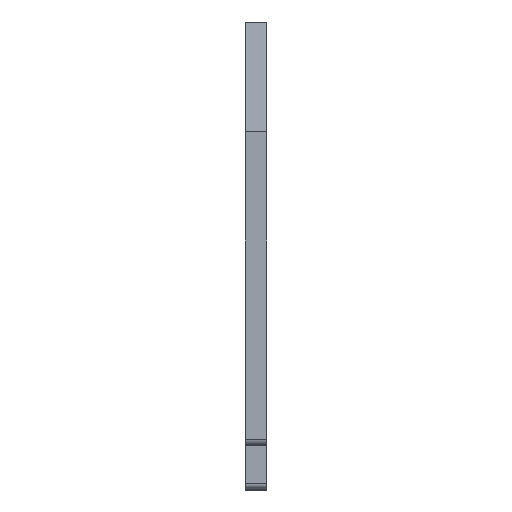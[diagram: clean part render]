
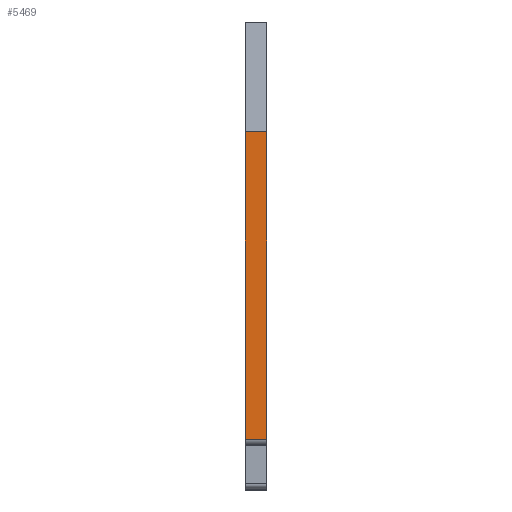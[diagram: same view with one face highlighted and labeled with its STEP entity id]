
A CAD part, top view. The second image highlights one B-rep face of the part: STEP entity #5469.
In plain terms, the highlighted planar face has unit normal (0, 0, 1).
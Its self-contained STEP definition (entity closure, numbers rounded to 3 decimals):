
#362=PLANE('',#5834);
#650=FACE_OUTER_BOUND('',#960,.T.);
#960=EDGE_LOOP('',(#5112,#5113,#5114,#5115));
#1002=LINE('',#7255,#1566);
#1085=LINE('',#7530,#1649);
#1524=LINE('',#9396,#2088);
#1525=LINE('',#9398,#2089);
#1566=VECTOR('',#5932,28.);
#1649=VECTOR('',#6159,28.);
#2088=VECTOR('',#7122,2.);
#2089=VECTOR('',#7125,2.);
#2273=VERTEX_POINT('',#7252);
#2274=VERTEX_POINT('',#7254);
#2393=VERTEX_POINT('',#7527);
#2394=VERTEX_POINT('',#7529);
#2805=EDGE_CURVE('',#2274,#2273,#1002,.T.);
#2942=EDGE_CURVE('',#2393,#2394,#1085,.T.);
#3534=EDGE_CURVE('',#2273,#2394,#1524,.T.);
#3535=EDGE_CURVE('',#2274,#2393,#1525,.T.);
#5112=ORIENTED_EDGE('',*,*,#2805,.T.);
#5113=ORIENTED_EDGE('',*,*,#3534,.T.);
#5114=ORIENTED_EDGE('',*,*,#2942,.F.);
#5115=ORIENTED_EDGE('',*,*,#3535,.F.);
#5469=ADVANCED_FACE('',(#650),#362,.T.);
#5834=AXIS2_PLACEMENT_3D('',#9397,#7123,#7124);
#5932=DIRECTION('',(0.,-1.,0.));
#6159=DIRECTION('',(0.,-1.,0.));
#7122=DIRECTION('',(1.,0.,0.));
#7123=DIRECTION('center_axis',(0.,0.,1.));
#7124=DIRECTION('ref_axis',(0.,-1.,0.));
#7125=DIRECTION('',(1.,0.,0.));
#7252=CARTESIAN_POINT('',(0.,-16.75,37.35));
#7254=CARTESIAN_POINT('',(0.,11.25,37.35));
#7255=CARTESIAN_POINT('',(0.,11.25,37.35));
#7527=CARTESIAN_POINT('',(2.,11.25,37.35));
#7529=CARTESIAN_POINT('',(2.,-16.75,37.35));
#7530=CARTESIAN_POINT('',(2.,11.25,37.35));
#9396=CARTESIAN_POINT('',(0.,-16.75,37.35));
#9397=CARTESIAN_POINT('Origin',(0.,11.25,37.35));
#9398=CARTESIAN_POINT('',(0.,11.25,37.35));
